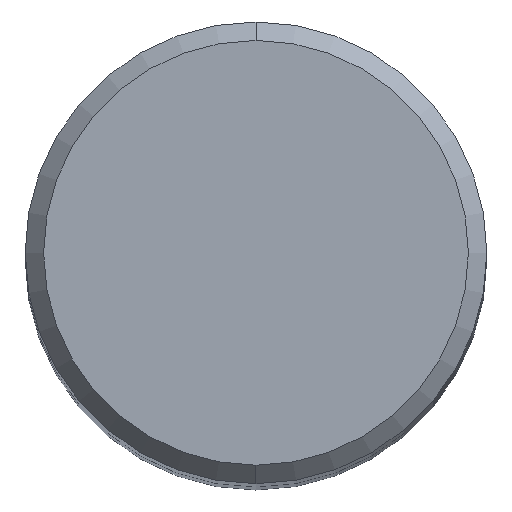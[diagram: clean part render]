
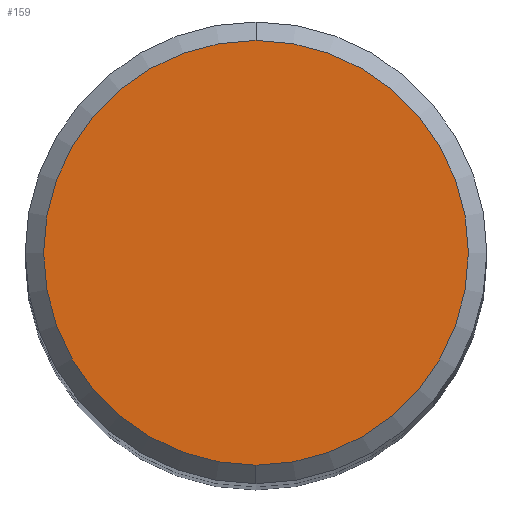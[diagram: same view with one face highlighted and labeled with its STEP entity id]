
A CAD part, top view. The second image highlights one B-rep face of the part: STEP entity #159.
In plain terms, the highlighted planar face has unit normal (0, 0, 1).
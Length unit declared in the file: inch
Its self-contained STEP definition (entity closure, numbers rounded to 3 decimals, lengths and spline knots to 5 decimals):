
#1 = DIRECTION ( 'NONE',  ( 0., 0., 1. ) ) ;
#23 = DIRECTION ( 'NONE',  ( 0., 1., 0. ) ) ;
#53 = VERTEX_POINT ( 'NONE', #126 ) ;
#60 = DIRECTION ( 'NONE',  ( 0., 0., -1. ) ) ;
#79 = AXIS2_PLACEMENT_3D ( 'NONE', #190, #291, #418 ) ;
#110 = VERTEX_POINT ( 'NONE', #132 ) ;
#118 = EDGE_LOOP ( 'NONE', ( #212, #206 ) ) ;
#126 = CARTESIAN_POINT ( 'NONE',  ( 0., -0.23, 0. ) ) ;
#132 = CARTESIAN_POINT ( 'NONE',  ( 0., 0.23, 0. ) ) ;
#159 = ADVANCED_FACE ( 'NONE', ( #323 ), #346, .F. ) ;
#172 = EDGE_CURVE ( 'NONE', #53, #110, #229, .T. ) ;
#190 = CARTESIAN_POINT ( 'NONE',  ( 0., 0., 0. ) ) ;
#196 = EDGE_CURVE ( 'NONE', #110, #53, #375, .T. ) ;
#206 = ORIENTED_EDGE ( 'NONE', *, *, #172, .T. ) ;
#212 = ORIENTED_EDGE ( 'NONE', *, *, #196, .T. ) ;
#229 = CIRCLE ( 'NONE', #79, 0.23 ) ;
#234 = AXIS2_PLACEMENT_3D ( 'NONE', #286, #1, #378 ) ;
#286 = CARTESIAN_POINT ( 'NONE',  ( 0., 0., 0. ) ) ;
#291 = DIRECTION ( 'NONE',  ( 0., 0., 1. ) ) ;
#313 = CARTESIAN_POINT ( 'NONE',  ( 0., 0.23, 0. ) ) ;
#315 = AXIS2_PLACEMENT_3D ( 'NONE', #313, #60, #23 ) ;
#323 = FACE_OUTER_BOUND ( 'NONE', #118, .T. ) ;
#346 = PLANE ( 'NONE',  #315 ) ;
#375 = CIRCLE ( 'NONE', #234, 0.23 ) ;
#378 = DIRECTION ( 'NONE',  ( 0., -1., 0. ) ) ;
#418 = DIRECTION ( 'NONE',  ( 0., -1., 0. ) ) ;
